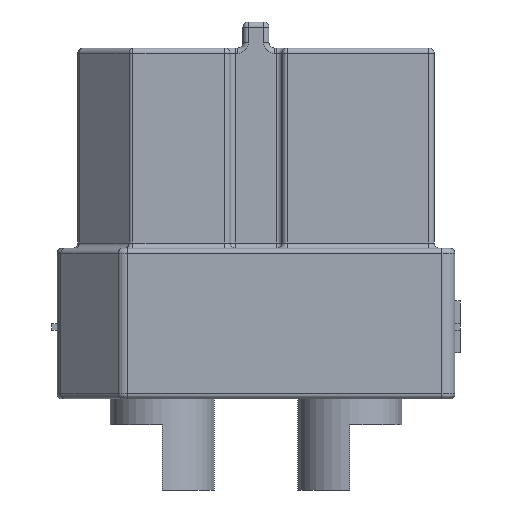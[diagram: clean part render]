
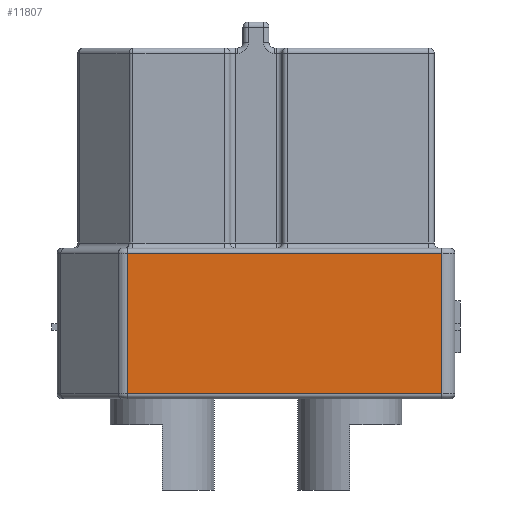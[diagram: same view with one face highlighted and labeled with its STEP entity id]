
A CAD part, front view. The second image highlights one B-rep face of the part: STEP entity #11807.
In plain terms, the highlighted planar face has unit normal (0, -1, 0).
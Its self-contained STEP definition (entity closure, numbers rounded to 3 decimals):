
#216 = CARTESIAN_POINT ( 'NONE',  ( 7.15, -3.95, 0.2 ) ) ;
#2536 = DIRECTION ( 'NONE',  ( 0., 1., 0. ) ) ;
#2963 = VERTEX_POINT ( 'NONE', #13617 ) ;
#3055 = EDGE_CURVE ( 'NONE', #12013, #17164, #12820, .T. ) ;
#3197 = VECTOR ( 'NONE', #4075, 1000. ) ;
#4075 = DIRECTION ( 'NONE',  ( 0., 0., 1. ) ) ;
#4244 = DIRECTION ( 'NONE',  ( 0., 0., 1. ) ) ;
#4508 = ORIENTED_EDGE ( 'NONE', *, *, #10761, .T. ) ;
#5526 = CARTESIAN_POINT ( 'NONE',  ( 7.15, -3.95, 5.8 ) ) ;
#5530 = EDGE_LOOP ( 'NONE', ( #5666, #4508, #7273, #5782 ) ) ;
#5666 = ORIENTED_EDGE ( 'NONE', *, *, #13858, .T. ) ;
#5697 = LINE ( 'NONE', #17552, #13061 ) ;
#5782 = ORIENTED_EDGE ( 'NONE', *, *, #17542, .T. ) ;
#6136 = CARTESIAN_POINT ( 'NONE',  ( 7.15, -3.95, 5.6 ) ) ;
#6356 = CARTESIAN_POINT ( 'NONE',  ( -4.943, -3.95, 5.6 ) ) ;
#7273 = ORIENTED_EDGE ( 'NONE', *, *, #3055, .T. ) ;
#8282 = VERTEX_POINT ( 'NONE', #6356 ) ;
#8826 = DIRECTION ( 'NONE',  ( 1., 0., 0. ) ) ;
#9372 = VECTOR ( 'NONE', #10870, 1000. ) ;
#10761 = EDGE_CURVE ( 'NONE', #2963, #12013, #12713, .T. ) ;
#10870 = DIRECTION ( 'NONE',  ( -1., 0., 0. ) ) ;
#11047 = CARTESIAN_POINT ( 'NONE',  ( 7.15, -3.95, 0.2 ) ) ;
#11807 = ADVANCED_FACE ( 'NONE', ( #12698 ), #15736, .F. ) ;
#12013 = VERTEX_POINT ( 'NONE', #11047 ) ;
#12028 = VECTOR ( 'NONE', #8826, 1000. ) ;
#12698 = FACE_OUTER_BOUND ( 'NONE', #5530, .T. ) ;
#12713 = LINE ( 'NONE', #216, #12028 ) ;
#12806 = DIRECTION ( 'NONE',  ( 0., 0., -1. ) ) ;
#12820 = LINE ( 'NONE', #5526, #3197 ) ;
#13061 = VECTOR ( 'NONE', #12806, 1000. ) ;
#13617 = CARTESIAN_POINT ( 'NONE',  ( -4.943, -3.95, 0.2 ) ) ;
#13858 = EDGE_CURVE ( 'NONE', #8282, #2963, #5697, .T. ) ;
#13914 = AXIS2_PLACEMENT_3D ( 'NONE', #15828, #2536, #4244 ) ;
#15332 = CARTESIAN_POINT ( 'NONE',  ( -7.65, -3.95, 5.6 ) ) ;
#15736 = PLANE ( 'NONE',  #13914 ) ;
#15828 = CARTESIAN_POINT ( 'NONE',  ( -7.65, -3.95, 5.8 ) ) ;
#17164 = VERTEX_POINT ( 'NONE', #6136 ) ;
#17542 = EDGE_CURVE ( 'NONE', #17164, #8282, #18199, .T. ) ;
#17552 = CARTESIAN_POINT ( 'NONE',  ( -4.943, -3.95, 0. ) ) ;
#18199 = LINE ( 'NONE', #15332, #9372 ) ;
